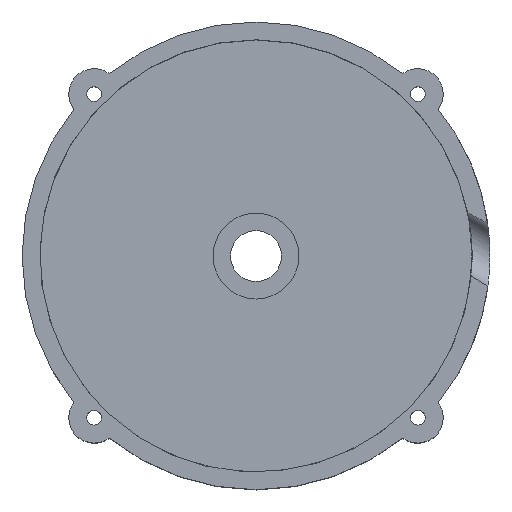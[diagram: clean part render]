
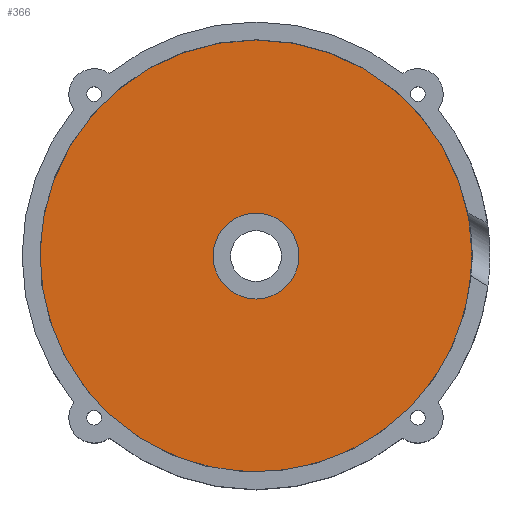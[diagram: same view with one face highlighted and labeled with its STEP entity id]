
A CAD part, top view. The second image highlights one B-rep face of the part: STEP entity #366.
In plain terms, the highlighted planar face has unit normal (0, 0, 1).
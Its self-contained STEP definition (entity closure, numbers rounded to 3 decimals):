
#19=FACE_BOUND('',#132,.T.);
#27=PLANE('',#440);
#30=CIRCLE('',#397,42.5);
#57=CIRCLE('',#438,8.45);
#107=FACE_OUTER_BOUND('',#131,.T.);
#131=EDGE_LOOP('',(#313));
#132=EDGE_LOOP('',(#314));
#152=VERTEX_POINT('',#627);
#177=VERTEX_POINT('',#706);
#187=EDGE_CURVE('',#152,#152,#30,.T.);
#226=EDGE_CURVE('',#177,#177,#57,.T.);
#313=ORIENTED_EDGE('',*,*,#187,.T.);
#314=ORIENTED_EDGE('',*,*,#226,.T.);
#366=ADVANCED_FACE('',(#107,#19),#27,.T.);
#397=AXIS2_PLACEMENT_3D('',#629,#457,#458);
#438=AXIS2_PLACEMENT_3D('',#707,#551,#552);
#440=AXIS2_PLACEMENT_3D('',#711,#556,#557);
#457=DIRECTION('center_axis',(0.,0.,1.));
#458=DIRECTION('ref_axis',(1.,0.,0.));
#551=DIRECTION('center_axis',(0.,0.,-1.));
#552=DIRECTION('ref_axis',(-1.,0.,0.));
#556=DIRECTION('center_axis',(0.,0.,1.));
#557=DIRECTION('ref_axis',(1.,0.,0.));
#627=CARTESIAN_POINT('',(42.5,0.,7.5));
#629=CARTESIAN_POINT('Origin',(0.,0.,7.5));
#706=CARTESIAN_POINT('',(8.45,0.,7.5));
#707=CARTESIAN_POINT('Origin',(0.,0.,7.5));
#711=CARTESIAN_POINT('Origin',(0.,0.,7.5));
